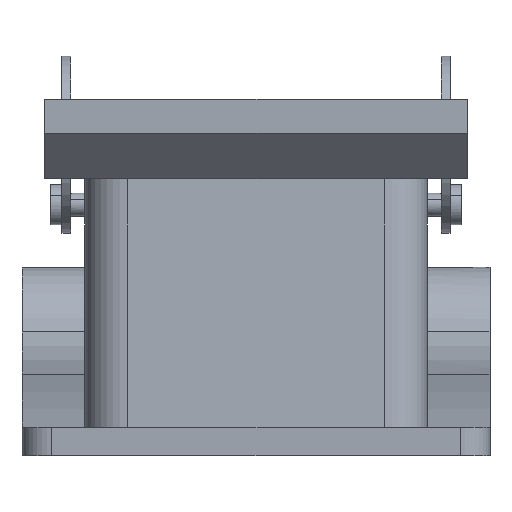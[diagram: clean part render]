
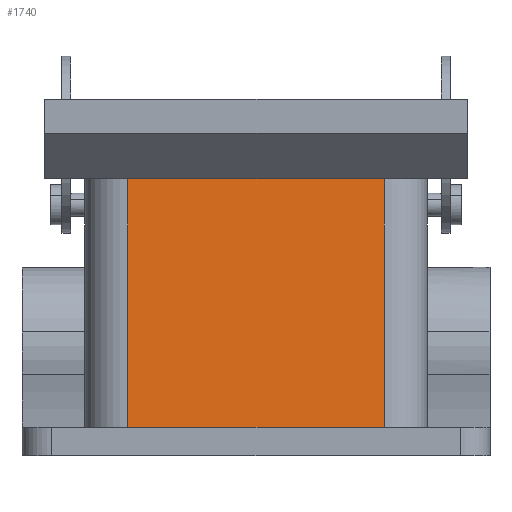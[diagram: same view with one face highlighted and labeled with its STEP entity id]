
A CAD part, left-side view. The second image highlights one B-rep face of the part: STEP entity #1740.
In plain terms, the highlighted planar face has unit normal (-0.999, 0, 0.044).
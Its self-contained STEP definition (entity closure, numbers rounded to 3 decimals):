
#1727=AXIS2_PLACEMENT_3D('Plane Axis2P3D',#1724,#1725,#1726) ;
#488=CARTESIAN_POINT('Vertex',(17.601,18.5,5.)) ;
#491=CARTESIAN_POINT('Line Origine',(17.601,41.,5.)) ;
#495=CARTESIAN_POINT('Vertex',(17.601,63.5,5.)) ;
#1015=CARTESIAN_POINT('Line Origine',(19.5,41.,48.5)) ;
#1019=CARTESIAN_POINT('Vertex',(19.5,63.5,48.5)) ;
#1021=CARTESIAN_POINT('Vertex',(19.5,18.5,48.5)) ;
#1712=CARTESIAN_POINT('Line Origine',(18.492,18.5,25.414)) ;
#1724=CARTESIAN_POINT('Axis2P3D Location',(19.5,41.,48.5)) ;
#1729=CARTESIAN_POINT('Line Origine',(18.55,63.5,26.75)) ;
#492=DIRECTION('Vector Direction',(0.,1.,0.)) ;
#1016=DIRECTION('Vector Direction',(0.,1.,0.)) ;
#1713=DIRECTION('Vector Direction',(0.044,0.,0.999)) ;
#1725=DIRECTION('Axis2P3D Direction',(-0.999,0.,0.044)) ;
#1726=DIRECTION('Axis2P3D XDirection',(0.,1.,0.)) ;
#1730=DIRECTION('Vector Direction',(-0.044,0.,-0.999)) ;
#493=VECTOR('Line Direction',#492,1.) ;
#1017=VECTOR('Line Direction',#1016,1.) ;
#1714=VECTOR('Line Direction',#1713,1.) ;
#1731=VECTOR('Line Direction',#1730,1.) ;
#1735=ORIENTED_EDGE('',*,*,#1716,.F.) ;
#1736=ORIENTED_EDGE('',*,*,#1023,.F.) ;
#1737=ORIENTED_EDGE('',*,*,#1733,.F.) ;
#1738=ORIENTED_EDGE('',*,*,#497,.F.) ;
#1740=ADVANCED_FACE('Housing',(#1739),#1728,.T.) ;
#497=EDGE_CURVE('',#489,#496,#494,.T.) ;
#1023=EDGE_CURVE('',#1020,#1022,#1018,.F.) ;
#1716=EDGE_CURVE('',#1022,#489,#1715,.F.) ;
#1733=EDGE_CURVE('',#496,#1020,#1732,.F.) ;
#1734=EDGE_LOOP('',(#1735,#1736,#1737,#1738)) ;
#1739=FACE_OUTER_BOUND('',#1734,.T.) ;
#494=LINE('Line',#491,#493) ;
#1018=LINE('Line',#1015,#1017) ;
#1715=LINE('Line',#1712,#1714) ;
#1732=LINE('Line',#1729,#1731) ;
#1728=PLANE('',#1727) ;
#489=VERTEX_POINT('',#488) ;
#496=VERTEX_POINT('',#495) ;
#1020=VERTEX_POINT('',#1019) ;
#1022=VERTEX_POINT('',#1021) ;
